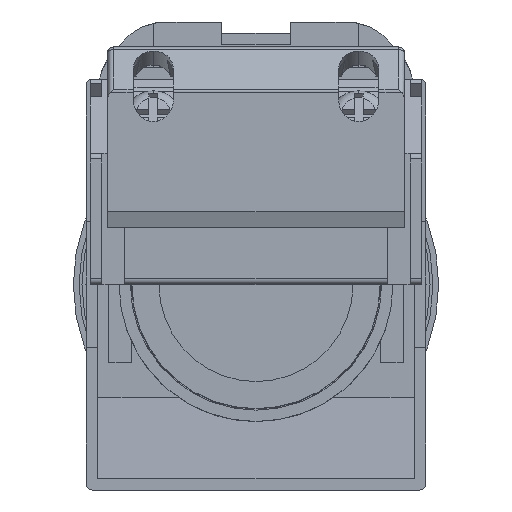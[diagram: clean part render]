
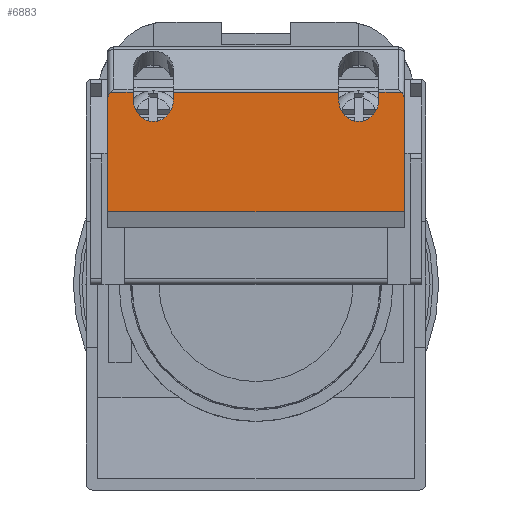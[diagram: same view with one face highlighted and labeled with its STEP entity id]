
A CAD part, front view. The second image highlights one B-rep face of the part: STEP entity #6883.
In plain terms, the highlighted planar face has unit normal (0, -1, 0).
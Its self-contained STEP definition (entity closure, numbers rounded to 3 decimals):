
#15 = DIRECTION ( 'NONE',  ( -1., 0., 0. ) ) ;
#402 = VECTOR ( 'NONE', #7780, 1000. ) ;
#492 = VERTEX_POINT ( 'NONE', #1958 ) ;
#493 = VECTOR ( 'NONE', #6081, 1000. ) ;
#518 = ORIENTED_EDGE ( 'NONE', *, *, #2910, .T. ) ;
#534 =( BOUNDED_CURVE ( )  B_SPLINE_CURVE ( 3, ( #5536, #3989, #876, #6372 ),
 .UNSPECIFIED., .F., .F. ) 
 B_SPLINE_CURVE_WITH_KNOTS ( ( 4, 4 ),
 ( 4.712, 5.736 ),
 .UNSPECIFIED. ) 
 CURVE ( )  GEOMETRIC_REPRESENTATION_ITEM ( )  RATIONAL_B_SPLINE_CURVE ( ( 1., 0.915, 0.915, 1. ) ) 
 REPRESENTATION_ITEM ( '' )  );
#694 = LINE ( 'NONE', #9334, #6968 ) ;
#837 = CARTESIAN_POINT ( 'NONE',  ( -12.76, -41.5, 16.86 ) ) ;
#861 = CARTESIAN_POINT ( 'NONE',  ( 10.75, -41.5, 6.374 ) ) ;
#876 = CARTESIAN_POINT ( 'NONE',  ( 12.913, -41.5, 16.681 ) ) ;
#932 = LINE ( 'NONE', #8963, #6704 ) ;
#942 = ORIENTED_EDGE ( 'NONE', *, *, #7523, .F. ) ;
#1017 = EDGE_CURVE ( 'NONE', #1880, #8505, #5326, .T. ) ;
#1047 = CARTESIAN_POINT ( 'NONE',  ( 13., -41.5, 6.374 ) ) ;
#1105 = ORIENTED_EDGE ( 'NONE', *, *, #9262, .T. ) ;
#1109 = VERTEX_POINT ( 'NONE', #4113 ) ;
#1161 = VECTOR ( 'NONE', #3207, 1000. ) ;
#1202 = LINE ( 'NONE', #861, #6739 ) ;
#1429 = VERTEX_POINT ( 'NONE', #1528 ) ;
#1528 = CARTESIAN_POINT ( 'NONE',  ( 7.25, -41.5, 16.86 ) ) ;
#1614 = CARTESIAN_POINT ( 'NONE',  ( 13., -41.5, 6.374 ) ) ;
#1821 = CARTESIAN_POINT ( 'NONE',  ( -10.75, -41.5, 12.377 ) ) ;
#1880 = VERTEX_POINT ( 'NONE', #6848 ) ;
#1958 = CARTESIAN_POINT ( 'NONE',  ( 10.75, -41.5, 16.185 ) ) ;
#2165 = EDGE_CURVE ( 'NONE', #8911, #8505, #6172, .T. ) ;
#2219 = VERTEX_POINT ( 'NONE', #5607 ) ;
#2283 = ORIENTED_EDGE ( 'NONE', *, *, #8212, .F. ) ;
#2345 = DIRECTION ( 'NONE',  ( 0., 0., -1. ) ) ;
#2373 = VERTEX_POINT ( 'NONE', #6539 ) ;
#2580 = CARTESIAN_POINT ( 'NONE',  ( -10.75, -41.5, 16.185 ) ) ;
#2612 = CARTESIAN_POINT ( 'NONE',  ( -7.25, -41.5, 12.377 ) ) ;
#2629 = AXIS2_PLACEMENT_3D ( 'NONE', #8544, #9353, #4619 ) ;
#2672 = CARTESIAN_POINT ( 'NONE',  ( 7.25, -41.5, 16.185 ) ) ;
#2823 = VERTEX_POINT ( 'NONE', #3664 ) ;
#2879 =( BOUNDED_CURVE ( )  B_SPLINE_CURVE ( 3, ( #2580, #1821, #2612, #8113 ),
 .UNSPECIFIED., .F., .F. ) 
 B_SPLINE_CURVE_WITH_KNOTS ( ( 4, 4 ),
 ( 4.712, 7.854 ),
 .UNSPECIFIED. ) 
 CURVE ( )  GEOMETRIC_REPRESENTATION_ITEM ( )  RATIONAL_B_SPLINE_CURVE ( ( 1., 0.333, 0.333, 1. ) ) 
 REPRESENTATION_ITEM ( '' )  );
#2910 = EDGE_CURVE ( 'NONE', #1429, #2823, #6540, .T. ) ;
#2947 = DIRECTION ( 'NONE',  ( 0., 0., -1. ) ) ;
#2965 = ORIENTED_EDGE ( 'NONE', *, *, #6812, .T. ) ;
#3057 = PLANE ( 'NONE',  #2629 ) ;
#3207 = DIRECTION ( 'NONE',  ( 0., 0., -1. ) ) ;
#3322 = ORIENTED_EDGE ( 'NONE', *, *, #6357, .F. ) ;
#3403 = EDGE_CURVE ( 'NONE', #9017, #8911, #5759, .T. ) ;
#3465 = CARTESIAN_POINT ( 'NONE',  ( 10.75, -41.5, 12.377 ) ) ;
#3508 = CARTESIAN_POINT ( 'NONE',  ( -13., -41.5, 16.382 ) ) ;
#3664 = CARTESIAN_POINT ( 'NONE',  ( -7.25, -41.5, 16.86 ) ) ;
#3696 = DIRECTION ( 'NONE',  ( -1., 0., 0. ) ) ;
#3729 = CARTESIAN_POINT ( 'NONE',  ( 13., -41.5, 16.86 ) ) ;
#3758 = ORIENTED_EDGE ( 'NONE', *, *, #4622, .F. ) ;
#3759 = CARTESIAN_POINT ( 'NONE',  ( 13., -41.5, 16.86 ) ) ;
#3888 = VERTEX_POINT ( 'NONE', #8364 ) ;
#3989 = CARTESIAN_POINT ( 'NONE',  ( 13., -41.5, 16.382 ) ) ;
#4113 = CARTESIAN_POINT ( 'NONE',  ( -10.75, -41.5, 16.86 ) ) ;
#4134 = ORIENTED_EDGE ( 'NONE', *, *, #9847, .F. ) ;
#4259 = VERTEX_POINT ( 'NONE', #6171 ) ;
#4281 = LINE ( 'NONE', #3729, #8207 ) ;
#4619 = DIRECTION ( 'NONE',  ( 0., 0., 1. ) ) ;
#4622 = EDGE_CURVE ( 'NONE', #3888, #2823, #6175, .T. ) ;
#4766 = DIRECTION ( 'NONE',  ( 0., 0., 1. ) ) ;
#4998 = DIRECTION ( 'NONE',  ( 0., 0., -1. ) ) ;
#5103 = EDGE_CURVE ( 'NONE', #9017, #6219, #534, .T. ) ;
#5326 = LINE ( 'NONE', #9497, #1161 ) ;
#5423 = CARTESIAN_POINT ( 'NONE',  ( -7.25, -41.5, 6.374 ) ) ;
#5536 = CARTESIAN_POINT ( 'NONE',  ( 13., -41.5, 16.039 ) ) ;
#5607 = CARTESIAN_POINT ( 'NONE',  ( 7.25, -41.5, 16.185 ) ) ;
#5759 = LINE ( 'NONE', #6873, #7986 ) ;
#5839 = CARTESIAN_POINT ( 'NONE',  ( -12.913, -41.5, 16.681 ) ) ;
#5934 = VECTOR ( 'NONE', #15, 1000. ) ;
#6081 = DIRECTION ( 'NONE',  ( -1., 0., 0. ) ) ;
#6171 = CARTESIAN_POINT ( 'NONE',  ( -10.75, -41.5, 16.185 ) ) ;
#6172 = LINE ( 'NONE', #1614, #5934 ) ;
#6175 = LINE ( 'NONE', #5423, #402 ) ;
#6219 = VERTEX_POINT ( 'NONE', #7981 ) ;
#6265 = ORIENTED_EDGE ( 'NONE', *, *, #2165, .F. ) ;
#6357 = EDGE_CURVE ( 'NONE', #4259, #3888, #2879, .T. ) ;
#6372 = CARTESIAN_POINT ( 'NONE',  ( 12.76, -41.5, 16.86 ) ) ;
#6515 = EDGE_CURVE ( 'NONE', #492, #2373, #1202, .T. ) ;
#6539 = CARTESIAN_POINT ( 'NONE',  ( 10.75, -41.5, 16.86 ) ) ;
#6540 = LINE ( 'NONE', #3759, #493 ) ;
#6641 = CARTESIAN_POINT ( 'NONE',  ( -12.76, -41.5, 16.86 ) ) ;
#6704 = VECTOR ( 'NONE', #4998, 1000. ) ;
#6739 = VECTOR ( 'NONE', #4766, 1000. ) ;
#6812 = EDGE_CURVE ( 'NONE', #6219, #2373, #4281, .T. ) ;
#6848 = CARTESIAN_POINT ( 'NONE',  ( -13., -41.5, 16.039 ) ) ;
#6873 = CARTESIAN_POINT ( 'NONE',  ( 13., -41.5, 6.374 ) ) ;
#6883 = ADVANCED_FACE ( 'NONE', ( #8359 ), #3057, .F. ) ;
#6968 = VECTOR ( 'NONE', #7724, 1000. ) ;
#7075 = VECTOR ( 'NONE', #2345, 1000. ) ;
#7087 = CARTESIAN_POINT ( 'NONE',  ( 7.25, -41.5, 6.374 ) ) ;
#7523 = EDGE_CURVE ( 'NONE', #1109, #4259, #932, .T. ) ;
#7724 = DIRECTION ( 'NONE',  ( -1., 0., 0. ) ) ;
#7780 = DIRECTION ( 'NONE',  ( 0., 0., 1. ) ) ;
#7958 = VERTEX_POINT ( 'NONE', #837 ) ;
#7981 = CARTESIAN_POINT ( 'NONE',  ( 12.76, -41.5, 16.86 ) ) ;
#7986 = VECTOR ( 'NONE', #2947, 1000. ) ;
#8113 = CARTESIAN_POINT ( 'NONE',  ( -7.25, -41.5, 16.185 ) ) ;
#8156 = CARTESIAN_POINT ( 'NONE',  ( 7.25, -41.5, 12.377 ) ) ;
#8207 = VECTOR ( 'NONE', #3696, 1000. ) ;
#8212 = EDGE_CURVE ( 'NONE', #2219, #492, #9766, .T. ) ;
#8262 = CARTESIAN_POINT ( 'NONE',  ( 13., -41.5, 16.039 ) ) ;
#8359 = FACE_OUTER_BOUND ( 'NONE', #8546, .T. ) ;
#8364 = CARTESIAN_POINT ( 'NONE',  ( -7.25, -41.5, 16.185 ) ) ;
#8505 = VERTEX_POINT ( 'NONE', #10101 ) ;
#8544 = CARTESIAN_POINT ( 'NONE',  ( 13., -41.5, 6.374 ) ) ;
#8546 = EDGE_LOOP ( 'NONE', ( #4134, #518, #3758, #3322, #942, #1105, #9393, #10070, #6265, #8905, #9401, #2965, #8691, #2283 ) ) ;
#8691 = ORIENTED_EDGE ( 'NONE', *, *, #6515, .F. ) ;
#8905 = ORIENTED_EDGE ( 'NONE', *, *, #3403, .F. ) ;
#8911 = VERTEX_POINT ( 'NONE', #1047 ) ;
#8963 = CARTESIAN_POINT ( 'NONE',  ( -10.75, -41.5, 6.374 ) ) ;
#8979 = CARTESIAN_POINT ( 'NONE',  ( 10.75, -41.5, 16.185 ) ) ;
#8988 = EDGE_CURVE ( 'NONE', #7958, #1880, #9354, .T. ) ;
#9013 = CARTESIAN_POINT ( 'NONE',  ( -13., -41.5, 16.039 ) ) ;
#9017 = VERTEX_POINT ( 'NONE', #8262 ) ;
#9169 = LINE ( 'NONE', #7087, #7075 ) ;
#9262 = EDGE_CURVE ( 'NONE', #1109, #7958, #694, .T. ) ;
#9334 = CARTESIAN_POINT ( 'NONE',  ( 13., -41.5, 16.86 ) ) ;
#9353 = DIRECTION ( 'NONE',  ( 0., 1., 0. ) ) ;
#9354 =( BOUNDED_CURVE ( )  B_SPLINE_CURVE ( 3, ( #6641, #5839, #3508, #9013 ),
 .UNSPECIFIED., .F., .F. ) 
 B_SPLINE_CURVE_WITH_KNOTS ( ( 4, 4 ),
 ( 3.689, 4.712 ),
 .UNSPECIFIED. ) 
 CURVE ( )  GEOMETRIC_REPRESENTATION_ITEM ( )  RATIONAL_B_SPLINE_CURVE ( ( 1., 0.915, 0.915, 1. ) ) 
 REPRESENTATION_ITEM ( '' )  );
#9393 = ORIENTED_EDGE ( 'NONE', *, *, #8988, .T. ) ;
#9401 = ORIENTED_EDGE ( 'NONE', *, *, #5103, .T. ) ;
#9497 = CARTESIAN_POINT ( 'NONE',  ( -13., -41.5, 6.374 ) ) ;
#9766 =( BOUNDED_CURVE ( )  B_SPLINE_CURVE ( 3, ( #2672, #8156, #3465, #8979 ),
 .UNSPECIFIED., .F., .F. ) 
 B_SPLINE_CURVE_WITH_KNOTS ( ( 4, 4 ),
 ( 4.712, 7.854 ),
 .UNSPECIFIED. ) 
 CURVE ( )  GEOMETRIC_REPRESENTATION_ITEM ( )  RATIONAL_B_SPLINE_CURVE ( ( 1., 0.333, 0.333, 1. ) ) 
 REPRESENTATION_ITEM ( '' )  );
#9847 = EDGE_CURVE ( 'NONE', #1429, #2219, #9169, .T. ) ;
#10070 = ORIENTED_EDGE ( 'NONE', *, *, #1017, .T. ) ;
#10101 = CARTESIAN_POINT ( 'NONE',  ( -13., -41.5, 6.374 ) ) ;
